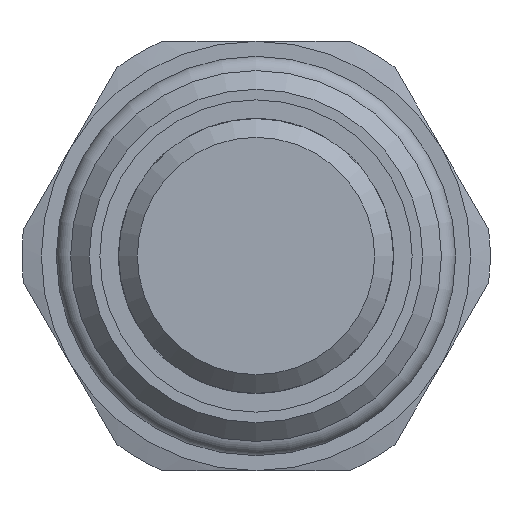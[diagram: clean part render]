
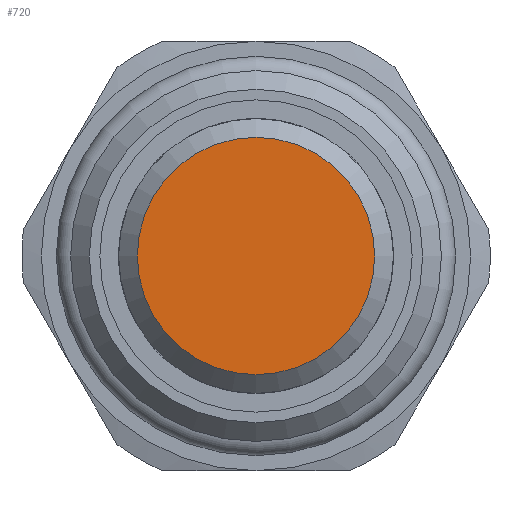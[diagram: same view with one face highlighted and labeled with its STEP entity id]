
A CAD part, front view. The second image highlights one B-rep face of the part: STEP entity #720.
In plain terms, the highlighted planar face has unit normal (0, -1, 0).
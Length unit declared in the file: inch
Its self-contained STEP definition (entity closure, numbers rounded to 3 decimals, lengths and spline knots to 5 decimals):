
#656=CARTESIAN_POINT('',(0.,-3.875,-0.38));
#657=VERTEX_POINT('',#656);
#658=CARTESIAN_POINT('',(0.0,-3.875,0.0));
#659=DIRECTION('',(0.0,1.0,0.0));
#660=DIRECTION('',(0.0,0.0,1.0));
#661=AXIS2_PLACEMENT_3D('',#658,#659,#660);
#662=CIRCLE('',#661,0.38);
#663=EDGE_CURVE('',#657,#657,#662,.T.);
#712=CARTESIAN_POINT('',(0.0,-3.875,0.0));
#713=DIRECTION('',(0.0,1.0,0.0));
#714=DIRECTION('',(1.0,0.0,0.0));
#715=AXIS2_PLACEMENT_3D('',#712,#713,#714);
#716=PLANE('',#715);
#717=ORIENTED_EDGE('',*,*,#663,.F.);
#718=EDGE_LOOP('',(#717));
#719=FACE_OUTER_BOUND('',#718,.T.);
#720=ADVANCED_FACE('',(#719),#716,.F.);
